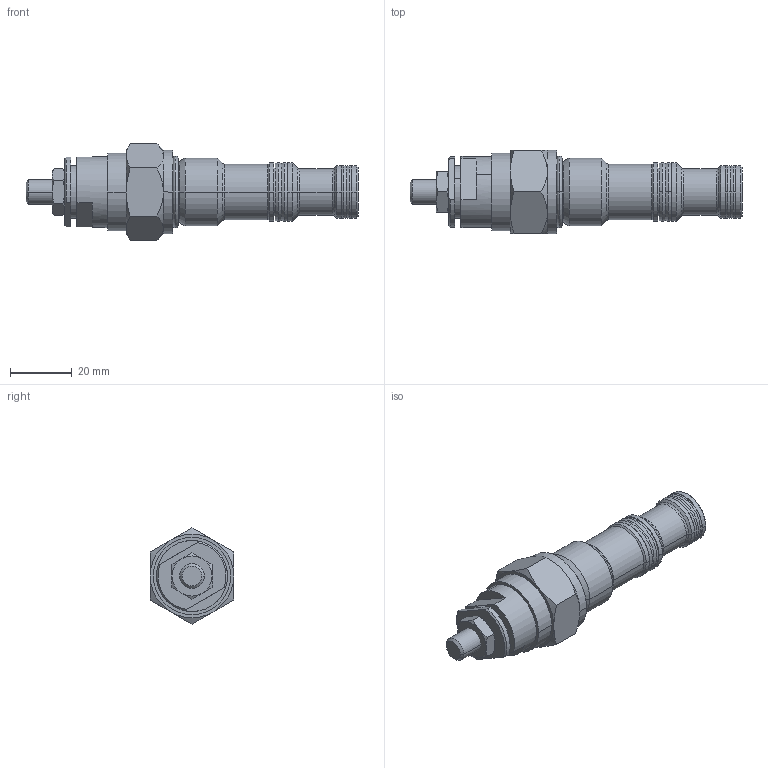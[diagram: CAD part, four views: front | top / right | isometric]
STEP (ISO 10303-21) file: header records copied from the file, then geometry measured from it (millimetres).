
FILE_DESCRIPTION (( 'STEP AP214' ), '1' );
FILE_NAME ('515.022_Kunde.STEP', '2017-03-15T12:08:16', ( 'User' ), ( '' ), 'SwSTEP 2.0', 'SolidWorks 2016', '' );
FILE_SCHEMA (( 'AUTOMOTIVE_DESIGN' ));
Length unit declared in the file: millimetre
Products named in the file (1): 515.022_Kunde
Bounding box: 107.5 x 27 x 31.18 mm (x, y, z)
Volume: 42704.5 mm3; surface area: 14359.3 mm2
Topology: 9 solids, 9 shells, 207 faces, 429 edges, 246 vertices
Faces by surface type: cone 72, cylinder 52, plane 49, torus 34
Entity records: 5823 total; most frequent: CARTESIAN_POINT 1263, DIRECTION 1013, ORIENTED_EDGE 858, AXIS2_PLACEMENT_3D 440, EDGE_CURVE 429, VERTEX_POINT 246, CIRCLE 232, EDGE_LOOP 217
